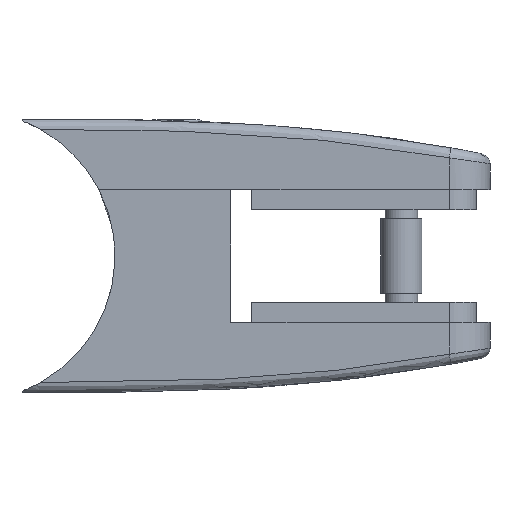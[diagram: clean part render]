
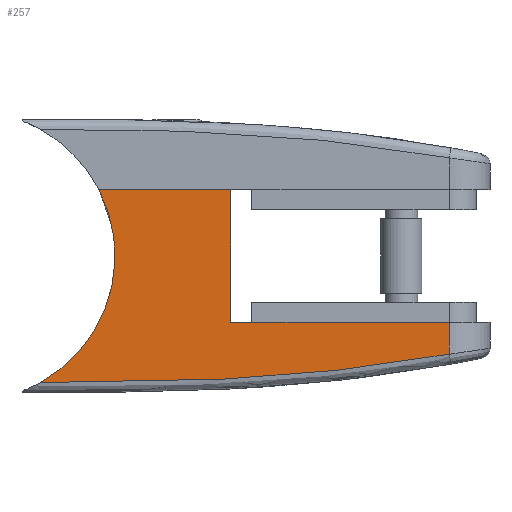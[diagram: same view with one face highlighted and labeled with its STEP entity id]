
A CAD part, front view. The second image highlights one B-rep face of the part: STEP entity #257.
In plain terms, the highlighted planar face has unit normal (0, -1, 0).
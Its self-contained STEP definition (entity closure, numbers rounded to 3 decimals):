
#212 = ORIENTED_EDGE ( 'NONE', *, *, #3298, .T. ) ;
#255 = VERTEX_POINT ( 'NONE', #3011 ) ;
#257 = ADVANCED_FACE ( 'NONE', ( #871 ), #3080, .F. ) ;
#298 = CARTESIAN_POINT ( 'NONE',  ( -55.923, -30., -18.505 ) ) ;
#380 = DIRECTION ( 'NONE',  ( 0., 0., -1. ) ) ;
#441 = VECTOR ( 'NONE', #1861, 1000. ) ;
#455 = EDGE_LOOP ( 'NONE', ( #4412, #3938, #2920, #1474, #4198, #212 ) ) ;
#586 = CIRCLE ( 'NONE', #3843, 21.2 ) ;
#709 = VERTEX_POINT ( 'NONE', #2142 ) ;
#871 = FACE_OUTER_BOUND ( 'NONE', #455, .T. ) ;
#883 = AXIS2_PLACEMENT_3D ( 'NONE', #2389, #1962, #2004 ) ;
#1117 = LINE ( 'NONE', #2583, #441 ) ;
#1276 = CARTESIAN_POINT ( 'NONE',  ( -57.365, -30., 9.73 ) ) ;
#1312 = EDGE_CURVE ( 'NONE', #3235, #709, #2338, .T. ) ;
#1474 = ORIENTED_EDGE ( 'NONE', *, *, #2417, .T. ) ;
#1476 = DIRECTION ( 'NONE',  ( 0., 1., 0. ) ) ;
#1495 = CARTESIAN_POINT ( 'NONE',  ( -6., -30., 20. ) ) ;
#1724 = CARTESIAN_POINT ( 'NONE',  ( -65.956, -30., -18.561 ) ) ;
#1759 = LINE ( 'NONE', #3225, #4691 ) ;
#1809 = CARTESIAN_POINT ( 'NONE',  ( -10.937, -30., -15.299 ) ) ;
#1850 = CARTESIAN_POINT ( 'NONE',  ( -38., -30., 9.73 ) ) ;
#1861 = DIRECTION ( 'NONE',  ( 0., 0., 1. ) ) ;
#1892 = VERTEX_POINT ( 'NONE', #1724 ) ;
#1896 = CARTESIAN_POINT ( 'NONE',  ( -80., -30., -9.75 ) ) ;
#1962 = DIRECTION ( 'NONE',  ( 0., 1., 0. ) ) ;
#2004 = DIRECTION ( 'NONE',  ( -1., 0., 0. ) ) ;
#2130 = CARTESIAN_POINT ( 'NONE',  ( -30.865, -30., -17.581 ) ) ;
#2142 = CARTESIAN_POINT ( 'NONE',  ( -6., -30., -14.402 ) ) ;
#2264 = B_SPLINE_CURVE_WITH_KNOTS ( 'NONE', 3,
 ( #4767, #3993, #4822, #298, #4846, #4101, #4374, #2130, #2953, #2537, #1809, #4018 ),
 .UNSPECIFIED., .F., .F.,
 ( 4, 2, 2, 2, 2, 4 ),
 ( 0., 0.008, 0.015, 0.03, 0.045, 0.06 ),
 .UNSPECIFIED. ) ;
#2318 = LINE ( 'NONE', #1896, #2434 ) ;
#2338 = LINE ( 'NONE', #1495, #2799 ) ;
#2389 = CARTESIAN_POINT ( 'NONE',  ( -80., -30., 20. ) ) ;
#2417 = EDGE_CURVE ( 'NONE', #3235, #255, #2318, .T. ) ;
#2434 = VECTOR ( 'NONE', #3054, 1000. ) ;
#2516 = DIRECTION ( 'NONE',  ( -1., 0., 0. ) ) ;
#2537 = CARTESIAN_POINT ( 'NONE',  ( -15.899, -30., -16.015 ) ) ;
#2583 = CARTESIAN_POINT ( 'NONE',  ( -38., -30., 20. ) ) ;
#2741 = EDGE_CURVE ( 'NONE', #1892, #709, #2264, .T. ) ;
#2799 = VECTOR ( 'NONE', #380, 1000. ) ;
#2920 = ORIENTED_EDGE ( 'NONE', *, *, #1312, .F. ) ;
#2953 = CARTESIAN_POINT ( 'NONE',  ( -25.867, -30., -17.157 ) ) ;
#2992 = DIRECTION ( 'NONE',  ( -1., 0., 0. ) ) ;
#3011 = CARTESIAN_POINT ( 'NONE',  ( -38., -30., -9.75 ) ) ;
#3054 = DIRECTION ( 'NONE',  ( -1., 0., 0. ) ) ;
#3080 = PLANE ( 'NONE',  #883 ) ;
#3119 = EDGE_CURVE ( 'NONE', #4126, #1892, #586, .T. ) ;
#3225 = CARTESIAN_POINT ( 'NONE',  ( -80., -30., 9.73 ) ) ;
#3235 = VERTEX_POINT ( 'NONE', #4585 ) ;
#3298 = EDGE_CURVE ( 'NONE', #4466, #4126, #1759, .T. ) ;
#3355 = CARTESIAN_POINT ( 'NONE',  ( -76.2, -30., 0. ) ) ;
#3843 = AXIS2_PLACEMENT_3D ( 'NONE', #3355, #1476, #2992 ) ;
#3889 = EDGE_CURVE ( 'NONE', #255, #4466, #1117, .T. ) ;
#3938 = ORIENTED_EDGE ( 'NONE', *, *, #2741, .T. ) ;
#3993 = CARTESIAN_POINT ( 'NONE',  ( -63.448, -30., -18.547 ) ) ;
#4018 = CARTESIAN_POINT ( 'NONE',  ( -6., -30., -14.402 ) ) ;
#4101 = CARTESIAN_POINT ( 'NONE',  ( -45.892, -30., -18.372 ) ) ;
#4126 = VERTEX_POINT ( 'NONE', #1276 ) ;
#4198 = ORIENTED_EDGE ( 'NONE', *, *, #3889, .T. ) ;
#4374 = CARTESIAN_POINT ( 'NONE',  ( -40.879, -30., -18.189 ) ) ;
#4412 = ORIENTED_EDGE ( 'NONE', *, *, #3119, .T. ) ;
#4466 = VERTEX_POINT ( 'NONE', #1850 ) ;
#4585 = CARTESIAN_POINT ( 'NONE',  ( -6., -30., -9.75 ) ) ;
#4691 = VECTOR ( 'NONE', #2516, 1000. ) ;
#4767 = CARTESIAN_POINT ( 'NONE',  ( -65.956, -30., -18.561 ) ) ;
#4822 = CARTESIAN_POINT ( 'NONE',  ( -60.94, -30., -18.533 ) ) ;
#4846 = CARTESIAN_POINT ( 'NONE',  ( -53.415, -30., -18.496 ) ) ;
